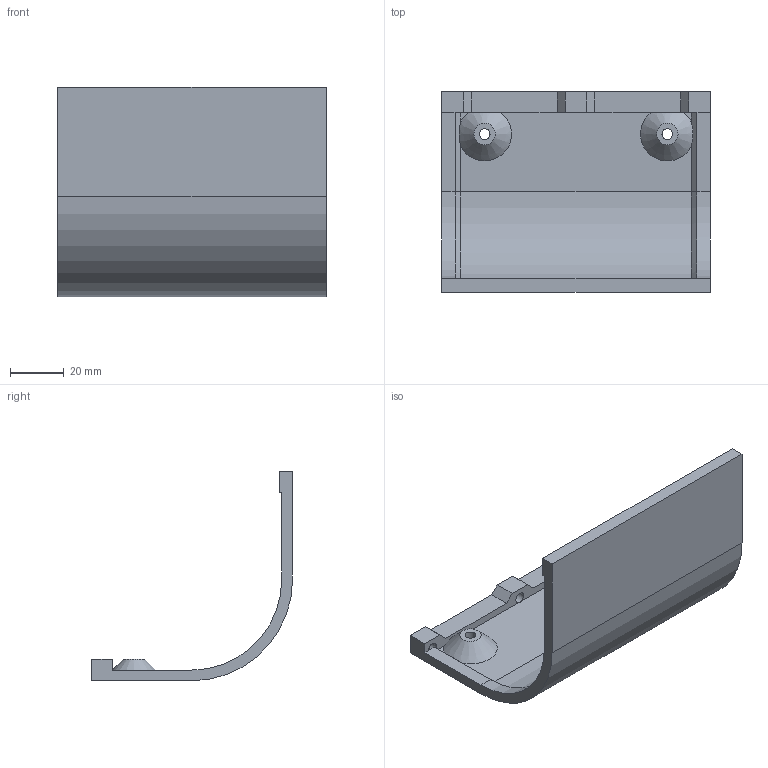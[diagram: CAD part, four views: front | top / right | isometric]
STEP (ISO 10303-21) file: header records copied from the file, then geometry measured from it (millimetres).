
FILE_DESCRIPTION(/* description */ (''),/* implementation_level */ '2;1');
FILE_NAME(/* name */ '01-33-02 Front or rear.step',/* time_stamp */ '2024-08-03T18:27:53+02:00',/* author */ (''),/* organization */ (''),/* preprocessor_version */ 'ST-DEVELOPER v20',/* originating_system */ 'Autodesk Translation Framework v13.14.0.145',/* authorisation */ '');
FILE_SCHEMA (('AUTOMOTIVE_DESIGN { 1 0 10303 214 3 1 1 }'));
Length unit declared in the file: millimetre
Products named in the file (1): 01-33-02 Front or rear
Bounding box: 100 x 74.8 x 78 mm (x, y, z)
Volume: 36558.2 mm3; surface area: 30712.9 mm2
Topology: 1 solids, 1 shells, 52 faces, 139 edges, 88 vertices
Faces by surface type: plane 37, cylinder 11, cone 4
Full cylindrical faces by diameter (mm): 4 x2, 4.1 x3, 6.5 x2
Entity records: 1655 total; most frequent: CARTESIAN_POINT 290, ORIENTED_EDGE 278, DIRECTION 275, EDGE_CURVE 139, LINE 99, VECTOR 99, VERTEX_POINT 88, AXIS2_PLACEMENT_3D 88
